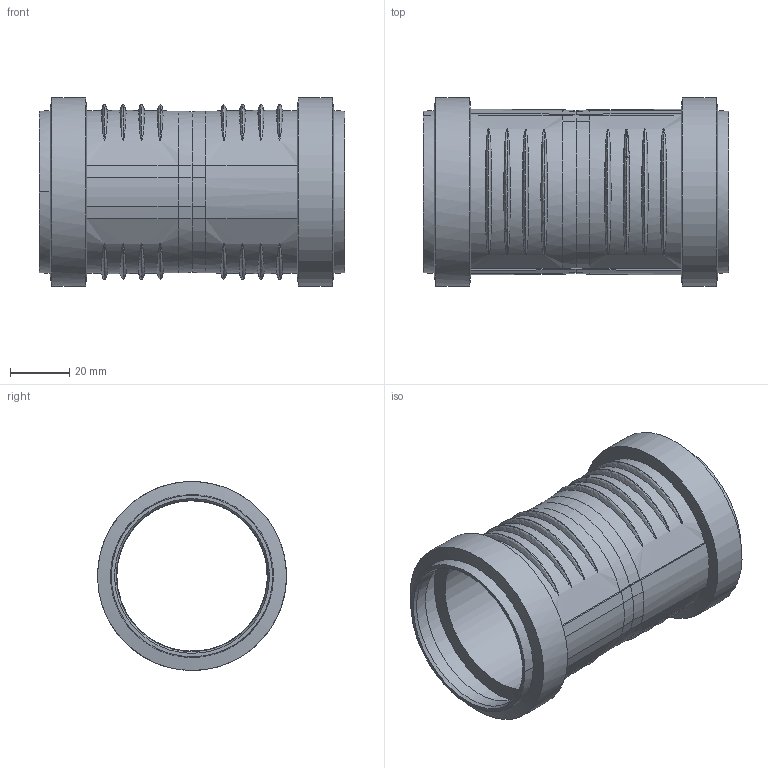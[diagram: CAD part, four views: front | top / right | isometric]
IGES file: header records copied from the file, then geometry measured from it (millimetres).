
Global section: file name: 390217; native system: Autodesk Inventor 2023; preprocessor: unknown; author: JANAN; date: 20230926.132051; units: millimetre
Bounding box: 103 x 63.69 x 63.68 mm (x, y, z)
Volume: 42788.6 mm3; surface area: 43102.2 mm2
Topology: 1 solids, 1 shells, 98 faces, 232 edges, 153 vertices
Faces by surface type: bspline 98
